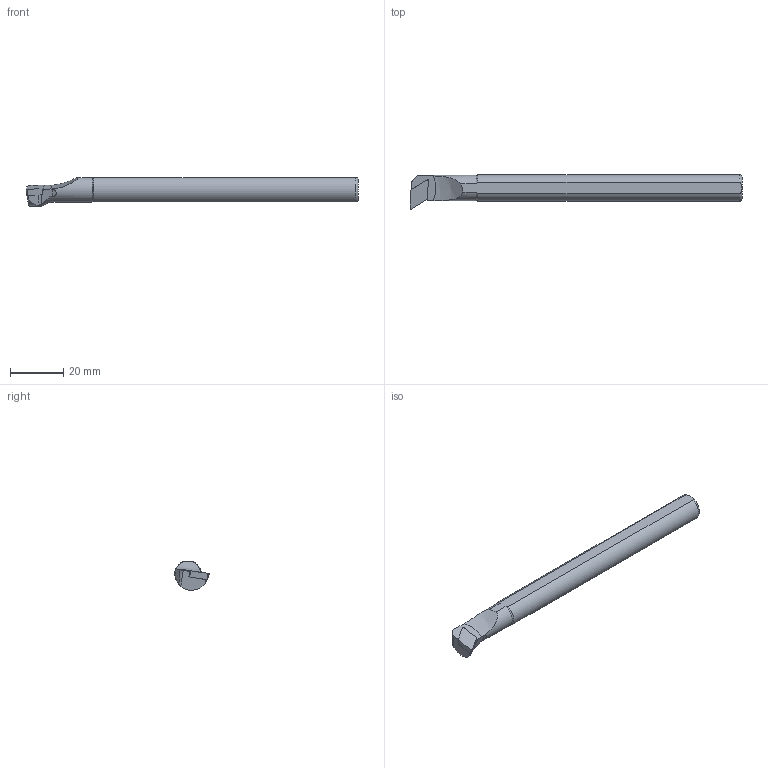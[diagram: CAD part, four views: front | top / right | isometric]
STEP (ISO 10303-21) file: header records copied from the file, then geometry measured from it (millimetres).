
FILE_DESCRIPTION(/* description */ (''),/* implementation_level */ '2;1');
FILE_NAME(/* name */ 'S10K-SDUCR-07.stp',/* time_stamp */ '2023-10-12T20:12:15+03:00',/* author */ (''),/* organization */ (''),/* preprocessor_version */ 'ST-DEVELOPER v19.4',/* originating_system */ 'SIEMENS PLM Software NX2306.3001',/* authorisation */ '');
FILE_SCHEMA (('AUTOMOTIVE_DESIGN { 1 0 10303 214 3 1 1 1 }'));
Length unit declared in the file: millimetre
Products named in the file (1): S10K SDUCR 07-LIGHT_objects
Bounding box: 125 x 12.98 x 10.75 mm (x, y, z)
Volume: 8980.1 mm3; surface area: 4103.3 mm2
Topology: 2 solids, 2 shells, 37 faces, 97 edges, 64 vertices
Faces by surface type: plane 18, cone 10, cylinder 7, torus 1, bspline 1
Entity records: 1758 total; most frequent: CARTESIAN_POINT 834, ORIENTED_EDGE 190, DIRECTION 175, EDGE_CURVE 95, AXIS2_PLACEMENT_3D 64, VERTEX_POINT 63, LINE 47, VECTOR 47
